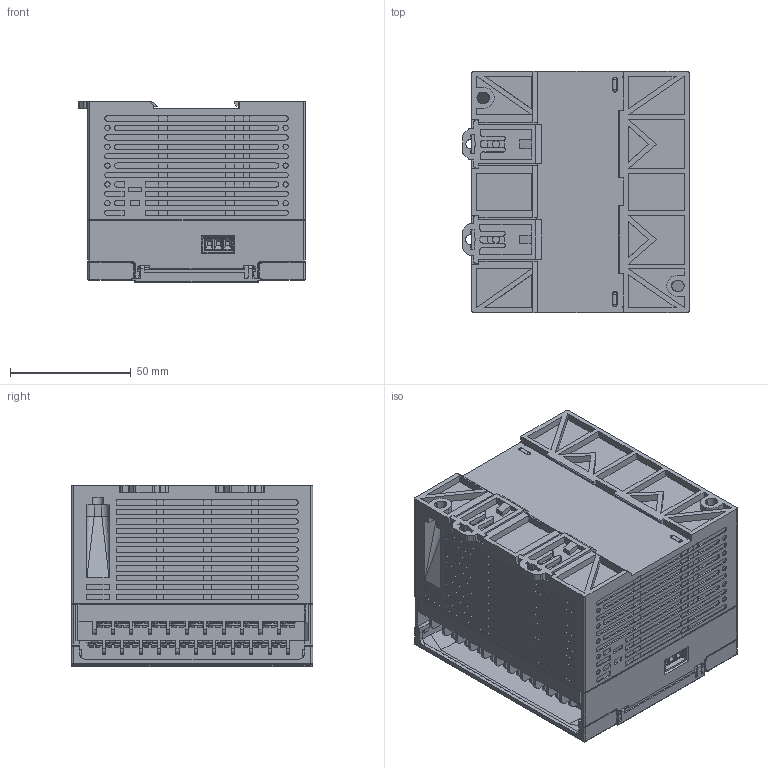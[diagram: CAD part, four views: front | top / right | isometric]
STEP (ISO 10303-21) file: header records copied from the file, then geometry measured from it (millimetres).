
FILE_DESCRIPTION((''),'2;1');
FILE_NAME('M100-30_ASM','2024-02-20T15:50:20',('YUE.WEI'),(''),'CREO PARAMETRIC BY PTC INC, 2018400','CREO PARAMETRIC BY PTC INC, 2018400','');
FILE_SCHEMA(('AUTOMOTIVE_DESIGN { 1 0 10303 214 1 1 1 1 }'));
Products named in the file (1): M100-30_ASM
Bounding box: 93.78 x 100 x 75.15 mm (x, y, z)
Volume: 517605.7 mm3; surface area: 117926.6 mm2
Topology: 1 solids, 50 shells, 6459 faces, 18722 edges, 12273 vertices
Faces by surface type: plane 5064, cylinder 881, torus 208, cone 144, extrusion 106, bspline 38, sphere 18
Entity records: 259129 total; most frequent: CARTESIAN_POINT 43951, ORIENTED_EDGE 37420, DIRECTION 33146, EDGE_CURVE 18712, VECTOR 15376, LINE 15270, VERTEX_POINT 12273, AXIS2_PLACEMENT_3D 8885
